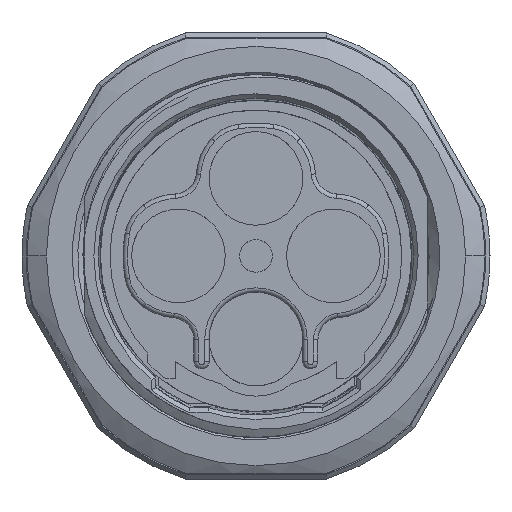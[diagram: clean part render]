
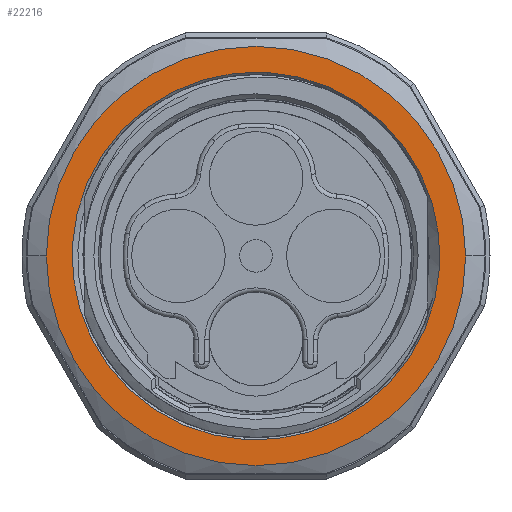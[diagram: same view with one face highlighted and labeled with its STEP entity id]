
A CAD part, front view. The second image highlights one B-rep face of the part: STEP entity #22216.
In plain terms, the highlighted planar face has unit normal (0, -1, 0).
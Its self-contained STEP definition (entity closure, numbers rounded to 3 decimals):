
#2649=CARTESIAN_POINT('',(0.,2.5,
0.));
#2650=DIRECTION('',(0.,1.,0.));
#2651=DIRECTION('',(-0.061,0.,-0.998));
#2652=AXIS2_PLACEMENT_3D('',#2649,#2650,#2651);
#2654=CARTESIAN_POINT('',(0.,2.5,
0.));
#2655=DIRECTION('',(0.,1.,0.));
#2656=DIRECTION('',(0.061,0.,0.998));
#2657=AXIS2_PLACEMENT_3D('',#2654,#2655,#2656);
#2659=CARTESIAN_POINT('',(0.,2.5,
0.));
#2660=DIRECTION('',(0.,-1.,0.));
#2661=DIRECTION('',(-1.,0.,0.));
#2662=AXIS2_PLACEMENT_3D('',#2659,#2660,#2661);
#2664=CARTESIAN_POINT('',(0.,2.5,
0.));
#2665=DIRECTION('',(0.,-1.,0.));
#2666=DIRECTION('',(1.,0.,0.));
#2667=AXIS2_PLACEMENT_3D('',#2664,#2665,#2666);
#18413=CARTESIAN_POINT('',(9.634,2.5,
0.));
#18415=VERTEX_POINT('',#18413);
#18417=CARTESIAN_POINT('',(-9.634,2.5,
0.));
#18419=VERTEX_POINT('',#18417);
#18422=CARTESIAN_POINT('',(-0.512,2.5,
-8.434));
#18424=VERTEX_POINT('',#18422);
#18426=CARTESIAN_POINT('',(0.512,2.5,
8.434));
#18428=VERTEX_POINT('',#18426);
#22201=CARTESIAN_POINT('',(11.368,2.5,
-11.507));
#22202=DIRECTION('',(0.,-1.,0.));
#22203=DIRECTION('',(0.061,0.,0.998));
#22204=AXIS2_PLACEMENT_3D('',#22201,#22202,#22203);
#22205=PLANE('',#22204);
#22207=ORIENTED_EDGE('',*,*,#22206,.F.);
#22209=ORIENTED_EDGE('',*,*,#22208,.F.);
#22210=EDGE_LOOP('',(#22207,#22209));
#22211=FACE_OUTER_BOUND('',#22210,.F.);
#22212=ORIENTED_EDGE('',*,*,#22192,.F.);
#22213=ORIENTED_EDGE('',*,*,#20522,.F.);
#22214=EDGE_LOOP('',(#22212,#22213));
#22215=FACE_BOUND('',#22214,.F.);
#22216=ADVANCED_FACE('',(#22211,#22215),#22205,.T.);
#2653=CIRCLE('',#2652,8.45);
#2658=CIRCLE('',#2657,8.45);
#2663=CIRCLE('',#2662,9.634);
#2668=CIRCLE('',#2667,9.634);
#20522=EDGE_CURVE('',#18428,#18424,#2658,.T.);
#22192=EDGE_CURVE('',#18424,#18428,#2653,.T.);
#22206=EDGE_CURVE('',#18419,#18415,#2663,.T.);
#22208=EDGE_CURVE('',#18415,#18419,#2668,.T.);
